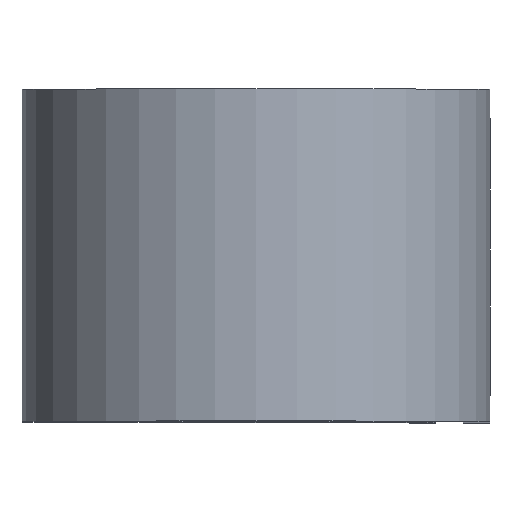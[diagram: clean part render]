
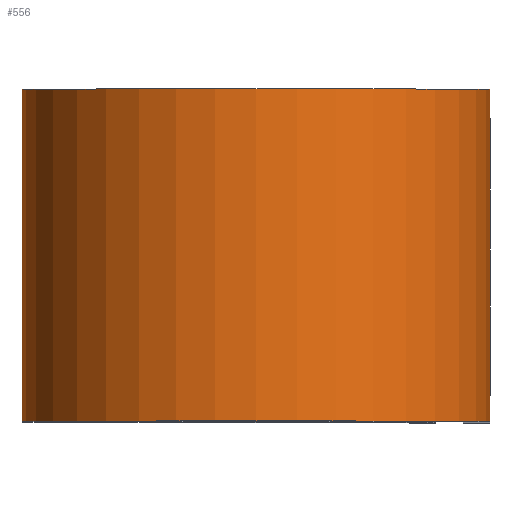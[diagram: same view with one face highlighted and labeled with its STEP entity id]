
A CAD part, top view. The second image highlights one B-rep face of the part: STEP entity #556.
In plain terms, the highlighted cylindrical face has radius 13.424 mm (diameter 26.848 mm), a partial arc.
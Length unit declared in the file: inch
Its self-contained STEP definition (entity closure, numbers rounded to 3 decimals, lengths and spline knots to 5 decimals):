
#21 = AXIS2_PLACEMENT_3D ( 'NONE', #400, #860, #459 ) ;
#40 = LINE ( 'NONE', #683, #712 ) ;
#88 = AXIS2_PLACEMENT_3D ( 'NONE', #372, #833, #431 ) ;
#90 = CARTESIAN_POINT ( 'NONE',  ( -0.5285, 0.375, 0.937 ) ) ;
#102 = DIRECTION ( 'NONE',  ( 0., 0., -1. ) ) ;
#120 = LINE ( 'NONE', #732, #275 ) ;
#122 = VERTEX_POINT ( 'NONE', #749 ) ;
#140 = EDGE_CURVE ( 'NONE', #263, #122, #40, .T. ) ;
#146 = ORIENTED_EDGE ( 'NONE', *, *, #808, .F. ) ;
#185 = CIRCLE ( 'NONE', #21, 0.5285 ) ;
#188 = VERTEX_POINT ( 'NONE', #90 ) ;
#235 = DIRECTION ( 'NONE',  ( 0., -1., 0. ) ) ;
#263 = VERTEX_POINT ( 'NONE', #639 ) ;
#264 = AXIS2_PLACEMENT_3D ( 'NONE', #628, #235, #102 ) ;
#275 = VECTOR ( 'NONE', #799, 39.37008 ) ;
#288 = ORIENTED_EDGE ( 'NONE', *, *, #857, .T. ) ;
#302 = VERTEX_POINT ( 'NONE', #708 ) ;
#331 = CYLINDRICAL_SURFACE ( 'NONE', #264, 0.5285 ) ;
#342 = ORIENTED_EDGE ( 'NONE', *, *, #533, .T. ) ;
#372 = CARTESIAN_POINT ( 'NONE',  ( 0., -0.375, 0.937 ) ) ;
#375 = FACE_OUTER_BOUND ( 'NONE', #425, .T. ) ;
#400 = CARTESIAN_POINT ( 'NONE',  ( 0., 0.375, 0.937 ) ) ;
#425 = EDGE_LOOP ( 'NONE', ( #342, #588, #146, #288 ) ) ;
#431 = DIRECTION ( 'NONE',  ( 1., 0., 0. ) ) ;
#459 = DIRECTION ( 'NONE',  ( 1., 0., 0. ) ) ;
#533 = EDGE_CURVE ( 'NONE', #302, #122, #710, .T. ) ;
#556 = ADVANCED_FACE ( 'NONE', ( #375 ), #331, .T. ) ;
#588 = ORIENTED_EDGE ( 'NONE', *, *, #140, .F. ) ;
#616 = DIRECTION ( 'NONE',  ( 0., -1., 0. ) ) ;
#628 = CARTESIAN_POINT ( 'NONE',  ( 0., 0.375, 0.937 ) ) ;
#639 = CARTESIAN_POINT ( 'NONE',  ( 0.5285, 0.375, 0.937 ) ) ;
#683 = CARTESIAN_POINT ( 'NONE',  ( 0.5285, 0.375, 0.937 ) ) ;
#708 = CARTESIAN_POINT ( 'NONE',  ( -0.5285, -0.375, 0.937 ) ) ;
#710 = CIRCLE ( 'NONE', #88, 0.5285 ) ;
#712 = VECTOR ( 'NONE', #616, 39.37008 ) ;
#732 = CARTESIAN_POINT ( 'NONE',  ( -0.5285, 0.375, 0.937 ) ) ;
#749 = CARTESIAN_POINT ( 'NONE',  ( 0.5285, -0.375, 0.937 ) ) ;
#799 = DIRECTION ( 'NONE',  ( 0., -1., 0. ) ) ;
#808 = EDGE_CURVE ( 'NONE', #188, #263, #185, .T. ) ;
#833 = DIRECTION ( 'NONE',  ( 0., 1., 0. ) ) ;
#857 = EDGE_CURVE ( 'NONE', #188, #302, #120, .T. ) ;
#860 = DIRECTION ( 'NONE',  ( 0., 1., 0. ) ) ;
